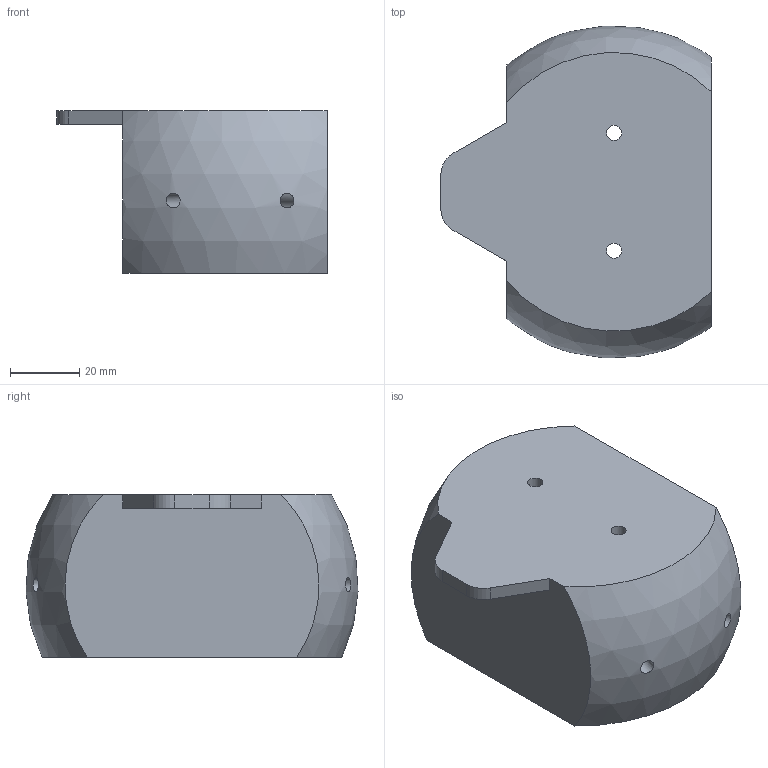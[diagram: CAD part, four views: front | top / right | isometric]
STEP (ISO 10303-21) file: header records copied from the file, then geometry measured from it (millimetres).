
FILE_DESCRIPTION(('FreeCAD Model'),'2;1');
FILE_NAME('PlatformHold.step','2015-10-15T16:50:46',('Author'),(''), 'Open CASCADE STEP processor 6.8','FreeCAD','Unknown');
FILE_SCHEMA(('AUTOMOTIVE_DESIGN_CC2 { 1 2 10303 214 -1 1 5 4 }'));
Length unit declared in the file: millimetre
Products named in the file (2): ASSEMBLY; PlatfromHold
Assembly tree (1 placements, depth 2):
  ASSEMBLY
    PlatfromHold
Bounding box: 78 x 95.79 x 47 mm (x, y, z)
Volume: 127534.3 mm3; surface area: 33683.5 mm2
Topology: 1 solids, 1 shells, 81 faces, 206 edges, 136 vertices
Faces by surface type: plane 59, cylinder 16, revolution 4, sphere 2
Full cylindrical faces by diameter (mm): 4.2 x8, 4.4 x2
Entity records: 7277 total; most frequent: CARTESIAN_POINT 3113, DIRECTION 744, LINE 486, VECTOR 486, ORIENTED_EDGE 412, PCURVE 412, DEFINITIONAL_REPRESENTATION 412, EDGE_CURVE 206
